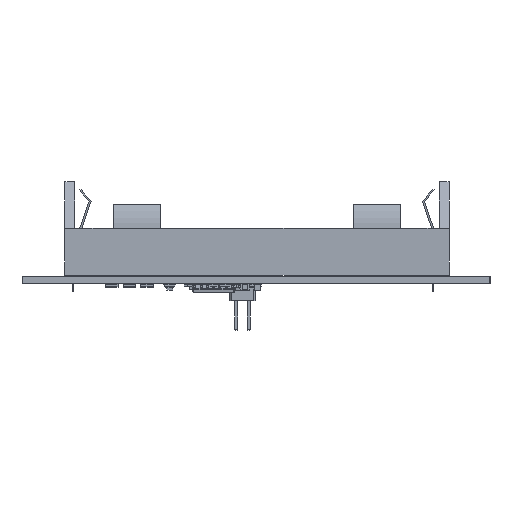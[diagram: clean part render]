
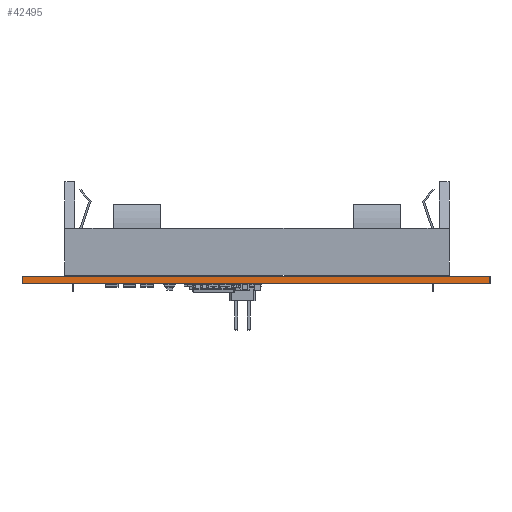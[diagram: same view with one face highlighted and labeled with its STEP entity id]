
A CAD part, left-side view. The second image highlights one B-rep face of the part: STEP entity #42495.
In plain terms, the highlighted planar face has unit normal (-1, 0, 0).
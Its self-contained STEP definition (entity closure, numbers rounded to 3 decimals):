
#42379 = EDGE_CURVE('',#42380,#42382,#42384,.T.);
#42380 = VERTEX_POINT('',#42381);
#42381 = CARTESIAN_POINT('',(233.68,-201.295,0.));
#42382 = VERTEX_POINT('',#42383);
#42383 = CARTESIAN_POINT('',(233.68,-201.295,1.6));
#42384 = SURFACE_CURVE('',#42385,(#42389,#42401),.PCURVE_S1.);
#42385 = LINE('',#42386,#42387);
#42386 = CARTESIAN_POINT('',(233.68,-201.295,0.));
#42387 = VECTOR('',#42388,1.);
#42388 = DIRECTION('',(0.,0.,1.));
#42389 = PCURVE('',#42390,#42395);
#42390 = PLANE('',#42391);
#42391 = AXIS2_PLACEMENT_3D('',#42392,#42393,#42394);
#42392 = CARTESIAN_POINT('',(233.68,-201.295,0.));
#42393 = DIRECTION('',(0.,1.,0.));
#42394 = DIRECTION('',(1.,0.,0.));
#42395 = DEFINITIONAL_REPRESENTATION('',(#42396),#42400);
#42396 = LINE('',#42397,#42398);
#42397 = CARTESIAN_POINT('',(0.,0.));
#42398 = VECTOR('',#42399,1.);
#42399 = DIRECTION('',(0.,-1.));
#42400 = ( GEOMETRIC_REPRESENTATION_CONTEXT(2) 
PARAMETRIC_REPRESENTATION_CONTEXT() REPRESENTATION_CONTEXT('2D SPACE',''
  ) );
#42401 = PCURVE('',#42402,#42407);
#42402 = PLANE('',#42403);
#42403 = AXIS2_PLACEMENT_3D('',#42404,#42405,#42406);
#42404 = CARTESIAN_POINT('',(233.68,-295.91,0.));
#42405 = DIRECTION('',(-1.,0.,0.));
#42406 = DIRECTION('',(0.,1.,0.));
#42407 = DEFINITIONAL_REPRESENTATION('',(#42408),#42412);
#42408 = LINE('',#42409,#42410);
#42409 = CARTESIAN_POINT('',(94.615,0.));
#42410 = VECTOR('',#42411,1.);
#42411 = DIRECTION('',(0.,-1.));
#42412 = ( GEOMETRIC_REPRESENTATION_CONTEXT(2) 
PARAMETRIC_REPRESENTATION_CONTEXT() REPRESENTATION_CONTEXT('2D SPACE',''
  ) );
#42430 = PLANE('',#42431);
#42431 = AXIS2_PLACEMENT_3D('',#42432,#42433,#42434);
#42432 = CARTESIAN_POINT('',(403.225,-248.603,1.6));
#42433 = DIRECTION('',(-0.,-0.,-1.));
#42434 = DIRECTION('',(-1.,0.,0.));
#42484 = PLANE('',#42485);
#42485 = AXIS2_PLACEMENT_3D('',#42486,#42487,#42488);
#42486 = CARTESIAN_POINT('',(403.225,-248.603,0.));
#42487 = DIRECTION('',(-0.,-0.,-1.));
#42488 = DIRECTION('',(-1.,0.,0.));
#42495 = ADVANCED_FACE('',(#42496),#42402,.T.);
#42496 = FACE_BOUND('',#42497,.T.);
#42497 = EDGE_LOOP('',(#42498,#42528,#42549,#42550));
#42498 = ORIENTED_EDGE('',*,*,#42499,.T.);
#42499 = EDGE_CURVE('',#42500,#42502,#42504,.T.);
#42500 = VERTEX_POINT('',#42501);
#42501 = CARTESIAN_POINT('',(233.68,-295.91,0.));
#42502 = VERTEX_POINT('',#42503);
#42503 = CARTESIAN_POINT('',(233.68,-295.91,1.6));
#42504 = SURFACE_CURVE('',#42505,(#42509,#42516),.PCURVE_S1.);
#42505 = LINE('',#42506,#42507);
#42506 = CARTESIAN_POINT('',(233.68,-295.91,0.));
#42507 = VECTOR('',#42508,1.);
#42508 = DIRECTION('',(0.,0.,1.));
#42509 = PCURVE('',#42402,#42510);
#42510 = DEFINITIONAL_REPRESENTATION('',(#42511),#42515);
#42511 = LINE('',#42512,#42513);
#42512 = CARTESIAN_POINT('',(0.,0.));
#42513 = VECTOR('',#42514,1.);
#42514 = DIRECTION('',(0.,-1.));
#42515 = ( GEOMETRIC_REPRESENTATION_CONTEXT(2) 
PARAMETRIC_REPRESENTATION_CONTEXT() REPRESENTATION_CONTEXT('2D SPACE',''
  ) );
#42516 = PCURVE('',#42517,#42522);
#42517 = PLANE('',#42518);
#42518 = AXIS2_PLACEMENT_3D('',#42519,#42520,#42521);
#42519 = CARTESIAN_POINT('',(572.77,-295.91,0.));
#42520 = DIRECTION('',(0.,-1.,0.));
#42521 = DIRECTION('',(-1.,0.,0.));
#42522 = DEFINITIONAL_REPRESENTATION('',(#42523),#42527);
#42523 = LINE('',#42524,#42525);
#42524 = CARTESIAN_POINT('',(339.09,0.));
#42525 = VECTOR('',#42526,1.);
#42526 = DIRECTION('',(0.,-1.));
#42527 = ( GEOMETRIC_REPRESENTATION_CONTEXT(2) 
PARAMETRIC_REPRESENTATION_CONTEXT() REPRESENTATION_CONTEXT('2D SPACE',''
  ) );
#42528 = ORIENTED_EDGE('',*,*,#42529,.T.);
#42529 = EDGE_CURVE('',#42502,#42382,#42530,.T.);
#42530 = SURFACE_CURVE('',#42531,(#42535,#42542),.PCURVE_S1.);
#42531 = LINE('',#42532,#42533);
#42532 = CARTESIAN_POINT('',(233.68,-295.91,1.6));
#42533 = VECTOR('',#42534,1.);
#42534 = DIRECTION('',(0.,1.,0.));
#42535 = PCURVE('',#42402,#42536);
#42536 = DEFINITIONAL_REPRESENTATION('',(#42537),#42541);
#42537 = LINE('',#42538,#42539);
#42538 = CARTESIAN_POINT('',(0.,-1.6));
#42539 = VECTOR('',#42540,1.);
#42540 = DIRECTION('',(1.,0.));
#42541 = ( GEOMETRIC_REPRESENTATION_CONTEXT(2) 
PARAMETRIC_REPRESENTATION_CONTEXT() REPRESENTATION_CONTEXT('2D SPACE',''
  ) );
#42542 = PCURVE('',#42430,#42543);
#42543 = DEFINITIONAL_REPRESENTATION('',(#42544),#42548);
#42544 = LINE('',#42545,#42546);
#42545 = CARTESIAN_POINT('',(169.545,-47.308));
#42546 = VECTOR('',#42547,1.);
#42547 = DIRECTION('',(0.,1.));
#42548 = ( GEOMETRIC_REPRESENTATION_CONTEXT(2) 
PARAMETRIC_REPRESENTATION_CONTEXT() REPRESENTATION_CONTEXT('2D SPACE',''
  ) );
#42549 = ORIENTED_EDGE('',*,*,#42379,.F.);
#42550 = ORIENTED_EDGE('',*,*,#42551,.F.);
#42551 = EDGE_CURVE('',#42500,#42380,#42552,.T.);
#42552 = SURFACE_CURVE('',#42553,(#42557,#42564),.PCURVE_S1.);
#42553 = LINE('',#42554,#42555);
#42554 = CARTESIAN_POINT('',(233.68,-295.91,0.));
#42555 = VECTOR('',#42556,1.);
#42556 = DIRECTION('',(0.,1.,0.));
#42557 = PCURVE('',#42402,#42558);
#42558 = DEFINITIONAL_REPRESENTATION('',(#42559),#42563);
#42559 = LINE('',#42560,#42561);
#42560 = CARTESIAN_POINT('',(0.,0.));
#42561 = VECTOR('',#42562,1.);
#42562 = DIRECTION('',(1.,0.));
#42563 = ( GEOMETRIC_REPRESENTATION_CONTEXT(2) 
PARAMETRIC_REPRESENTATION_CONTEXT() REPRESENTATION_CONTEXT('2D SPACE',''
  ) );
#42564 = PCURVE('',#42484,#42565);
#42565 = DEFINITIONAL_REPRESENTATION('',(#42566),#42570);
#42566 = LINE('',#42567,#42568);
#42567 = CARTESIAN_POINT('',(169.545,-47.308));
#42568 = VECTOR('',#42569,1.);
#42569 = DIRECTION('',(0.,1.));
#42570 = ( GEOMETRIC_REPRESENTATION_CONTEXT(2) 
PARAMETRIC_REPRESENTATION_CONTEXT() REPRESENTATION_CONTEXT('2D SPACE',''
  ) );
